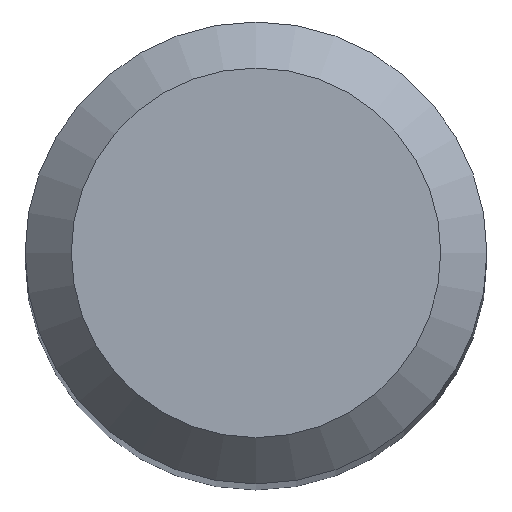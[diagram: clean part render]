
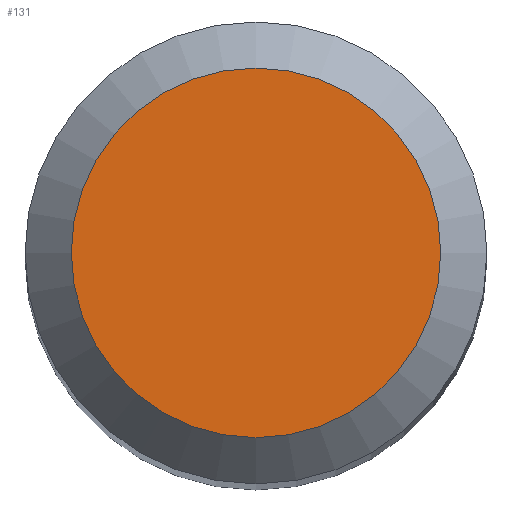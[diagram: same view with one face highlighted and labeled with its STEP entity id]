
A CAD part, top view. The second image highlights one B-rep face of the part: STEP entity #131.
In plain terms, the highlighted planar face has unit normal (0, 0, 1).
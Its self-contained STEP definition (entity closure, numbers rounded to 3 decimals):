
#18 = DIRECTION ( 'NONE',  ( 0., 0., -1. ) ) ;
#30 = CIRCLE ( 'NONE', #189, 1.6 ) ;
#48 = CARTESIAN_POINT ( 'NONE',  ( 0., 0., 35. ) ) ;
#60 = VERTEX_POINT ( 'NONE', #128 ) ;
#74 = EDGE_CURVE ( 'NONE', #60, #60, #30, .T. ) ;
#84 = DIRECTION ( 'NONE',  ( 0., 1., 0. ) ) ;
#96 = DIRECTION ( 'NONE',  ( 0., 0., -1. ) ) ;
#115 = EDGE_LOOP ( 'NONE', ( #163 ) ) ;
#120 = DIRECTION ( 'NONE',  ( 0., 1., 0. ) ) ;
#128 = CARTESIAN_POINT ( 'NONE',  ( 0., 1.6, 35. ) ) ;
#131 = ADVANCED_FACE ( 'NONE', ( #168 ), #187, .F. ) ;
#153 = AXIS2_PLACEMENT_3D ( 'NONE', #48, #18, #84 ) ;
#163 = ORIENTED_EDGE ( 'NONE', *, *, #74, .F. ) ;
#168 = FACE_OUTER_BOUND ( 'NONE', #115, .T. ) ;
#187 = PLANE ( 'NONE',  #153 ) ;
#189 = AXIS2_PLACEMENT_3D ( 'NONE', #199, #96, #120 ) ;
#199 = CARTESIAN_POINT ( 'NONE',  ( 0., 0., 35. ) ) ;
